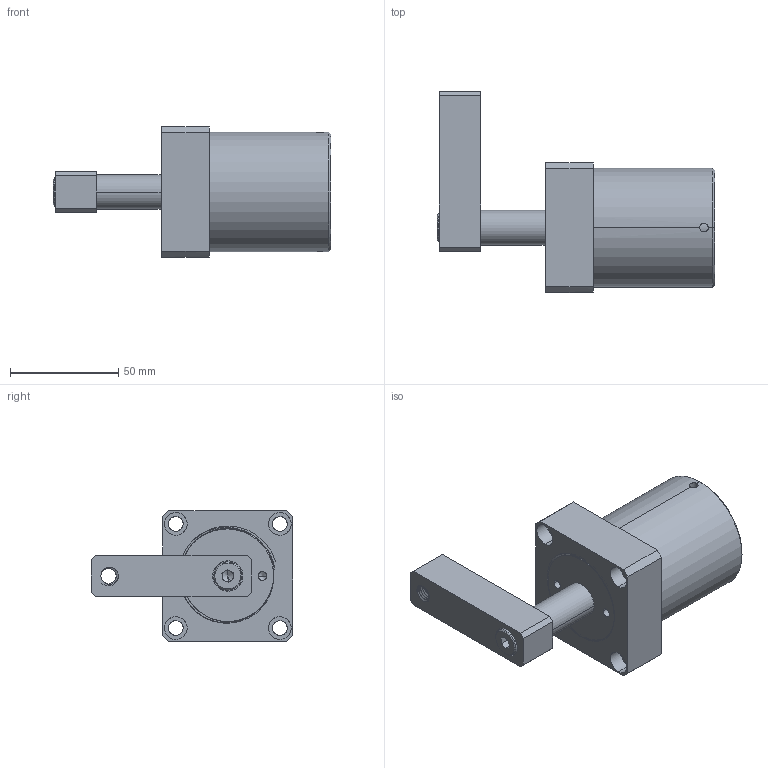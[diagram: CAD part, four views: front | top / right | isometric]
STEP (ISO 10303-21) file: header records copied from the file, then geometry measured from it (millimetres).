
FILE_DESCRIPTION (( 'STEP AP203' ), '1' );
FILE_NAME ('ASC-FA40S.STEP', '2019-05-14T06:07:39', ( 'User' ), ( 'china' ), 'SwSTEP 2.0', 'SolidWorks 2018', '' );
FILE_SCHEMA (( 'CONFIG_CONTROL_DESIGN' ));
Length unit declared in the file: millimetre
Products named in the file (6): ASC-FA40S; CAS-FA40BT_1; CAS-FA40QG_1; FA40S活塞杆; M8LC_2; ASC-MF40SYB
Assembly tree (5 placements, depth 2):
  ASC-FA40S
    CAS-FA40BT_1
    CAS-FA40QG_1
    FA40S活塞杆
    M8LC_2
    ASC-MF40SYB
Bounding box: 128 x 93 x 60 mm (x, y, z)
Volume: 202650.1 mm3; surface area: 62146.2 mm2
Topology: 5 solids, 5 shells, 360 faces, 1123 edges, 784 vertices
Faces by surface type: cylinder 235, plane 56, bspline 47, cone 20, torus 2
Entity records: 50303 total; most frequent: CARTESIAN_POINT 41092, ORIENTED_EDGE 2230, DIRECTION 1154, EDGE_CURVE 1115, VERTEX_POINT 784, B_SPLINE_CURVE_WITH_KNOTS 623, AXIS2_PLACEMENT_3D 408, EDGE_LOOP 397
